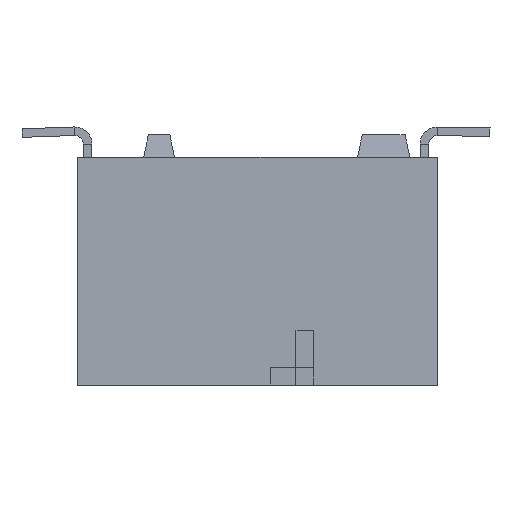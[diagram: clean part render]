
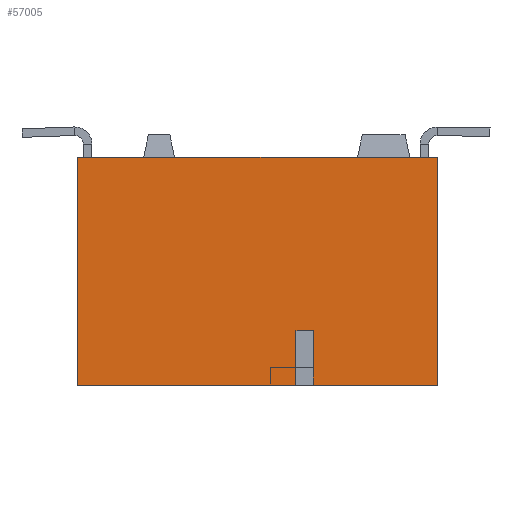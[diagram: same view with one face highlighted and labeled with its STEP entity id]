
A CAD part, left-side view. The second image highlights one B-rep face of the part: STEP entity #57005.
In plain terms, the highlighted planar face has unit normal (-1, 0, 0).
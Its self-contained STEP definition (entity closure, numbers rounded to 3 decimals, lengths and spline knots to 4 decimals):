
#33=DIRECTION('',(0.,0.,1.));
#34=VECTOR('',#33,5.32);
#35=CARTESIAN_POINT('',(-25.36,-4.2,-2.66));
#36=LINE('6548',#35,#34);
#1385=DIRECTION('',(0.,1.,0.));
#1386=VECTOR('',#1385,8.4);
#1387=CARTESIAN_POINT('',(-25.36,-4.2,2.66));
#1388=LINE('6553',#1387,#1386);
#10821=DIRECTION('',(0.,-1.,0.));
#10822=VECTOR('',#10821,0.4);
#10823=CARTESIAN_POINT('',(-25.36,-0.9,-1.39));
#10824=LINE('7465',#10823,#10822);
#10825=DIRECTION('',(0.,0.,1.));
#10826=VECTOR('',#10825,1.27);
#10827=CARTESIAN_POINT('',(-25.36,-0.9,-2.66));
#10828=LINE('7467',#10827,#10826);
#10829=DIRECTION('',(0.,1.,0.));
#10830=VECTOR('',#10829,5.1);
#10831=CARTESIAN_POINT('',(-25.36,-0.9,-2.66));
#10832=LINE('7474',#10831,#10830);
#10833=DIRECTION('',(0.,1.,0.));
#10834=VECTOR('',#10833,2.9);
#10835=CARTESIAN_POINT('',(-25.36,-4.2,-2.66));
#10836=LINE('7473',#10835,#10834);
#10837=DIRECTION('',(0.,0.,1.));
#10838=VECTOR('',#10837,1.27);
#10839=CARTESIAN_POINT('',(-25.36,-1.3,-2.66));
#10840=LINE('7466',#10839,#10838);
#14853=DIRECTION('',(0.,0.,1.));
#14854=VECTOR('',#14853,5.32);
#14855=CARTESIAN_POINT('',(-25.36,4.2,-2.66));
#14856=LINE('6551',#14855,#14854);
#31745=CARTESIAN_POINT('',(-25.36,-4.2,-2.66));
#31746=CARTESIAN_POINT('',(-25.36,-4.2,2.66));
#31747=VERTEX_POINT('',#31745);
#31748=VERTEX_POINT('',#31746);
#31753=CARTESIAN_POINT('',(-25.36,4.2,-2.66));
#31754=CARTESIAN_POINT('',(-25.36,4.2,2.66));
#31755=VERTEX_POINT('',#31753);
#31756=VERTEX_POINT('',#31754);
#33101=CARTESIAN_POINT('',(-25.36,-0.9,-1.39));
#33102=CARTESIAN_POINT('',(-25.36,-1.3,-1.39));
#33103=VERTEX_POINT('',#33101);
#33104=VERTEX_POINT('',#33102);
#33105=CARTESIAN_POINT('',(-25.36,-1.3,-2.66));
#33106=VERTEX_POINT('',#33105);
#33107=CARTESIAN_POINT('',(-25.36,-0.9,-2.66));
#33108=VERTEX_POINT('',#33107);
#56984=CARTESIAN_POINT('',(-25.36,-4.2,-2.66));
#56985=DIRECTION('',(-1.,0.,0.));
#56986=DIRECTION('',(0.,0.,1.));
#56987=AXIS2_PLACEMENT_3D('',#56984,#56985,#56986);
#56988=PLANE('3577',#56987);
#56990=ORIENTED_EDGE('7465',*,*,#56989,.F.);
#56992=ORIENTED_EDGE('7467',*,*,#56991,.F.);
#56994=ORIENTED_EDGE('7474',*,*,#56993,.T.);
#56996=ORIENTED_EDGE('6551',*,*,#56995,.T.);
#56997=ORIENTED_EDGE('6553',*,*,#42356,.F.);
#56998=ORIENTED_EDGE('6548',*,*,#41574,.F.);
#57000=ORIENTED_EDGE('7473',*,*,#56999,.T.);
#57002=ORIENTED_EDGE('7466',*,*,#57001,.T.);
#57003=EDGE_LOOP('3577',(#56990,#56992,#56994,#56996,#56997,#56998,#57000,
#57002));
#57004=FACE_OUTER_BOUND('3577',#57003,.F.);
#57005=ADVANCED_FACE('3577',(#57004),#56988,.T.);
#41574=EDGE_CURVE('6548',#31747,#31748,#36,.T.);
#42356=EDGE_CURVE('6553',#31748,#31756,#1388,.T.);
#56989=EDGE_CURVE('7465',#33103,#33104,#10824,.T.);
#56991=EDGE_CURVE('7467',#33108,#33103,#10828,.T.);
#56993=EDGE_CURVE('7474',#33108,#31755,#10832,.T.);
#56995=EDGE_CURVE('6551',#31755,#31756,#14856,.T.);
#56999=EDGE_CURVE('7473',#31747,#33106,#10836,.T.);
#57001=EDGE_CURVE('7466',#33106,#33104,#10840,.T.);
